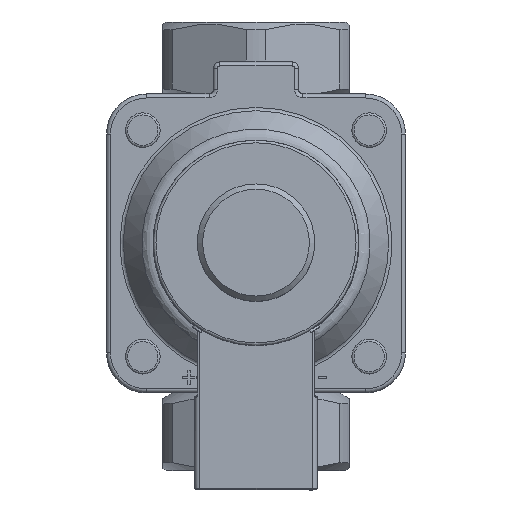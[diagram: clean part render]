
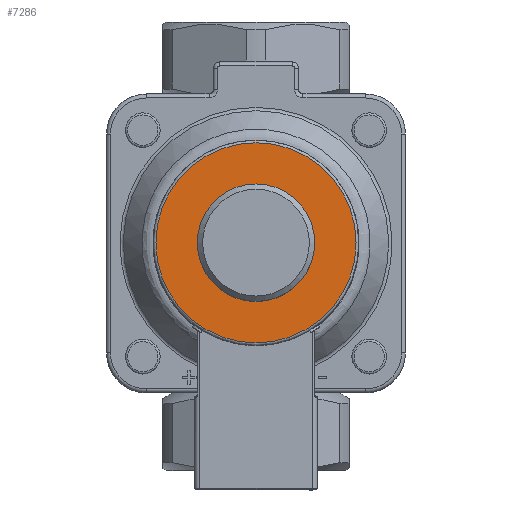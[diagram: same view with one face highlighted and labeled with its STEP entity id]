
A CAD part, top view. The second image highlights one B-rep face of the part: STEP entity #7286.
In plain terms, the highlighted planar face has unit normal (0, 0, 1).
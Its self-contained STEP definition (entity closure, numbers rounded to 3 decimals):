
#1290=PLANE('',#7814);
#1449=FACE_BOUND('',#2228,.T.);
#1737=FACE_OUTER_BOUND('',#2227,.T.);
#2227=EDGE_LOOP('',(#5193));
#2228=EDGE_LOOP('',(#5194));
#2772=CIRCLE('',#7815,37.5);
#2773=CIRCLE('',#7816,22.);
#3234=VERTEX_POINT('',#11227);
#3235=VERTEX_POINT('',#11229);
#3984=EDGE_CURVE('',#3234,#3234,#2772,.T.);
#3985=EDGE_CURVE('',#3235,#3235,#2773,.T.);
#5193=ORIENTED_EDGE('',*,*,#3984,.F.);
#5194=ORIENTED_EDGE('',*,*,#3985,.T.);
#7286=ADVANCED_FACE('',(#1737,#1449),#1290,.T.);
#7814=AXIS2_PLACEMENT_3D('',#11226,#8865,#8866);
#7815=AXIS2_PLACEMENT_3D('',#11228,#8867,#8868);
#7816=AXIS2_PLACEMENT_3D('',#11230,#8869,#8870);
#8865=DIRECTION('center_axis',(0.,0.,
1.));
#8866=DIRECTION('ref_axis',(1.,0.,0.));
#8867=DIRECTION('center_axis',(0.,0.,
-1.));
#8868=DIRECTION('ref_axis',(1.,0.,0.));
#8869=DIRECTION('center_axis',(0.,0.,
-1.));
#8870=DIRECTION('ref_axis',(0.,1.,0.));
#11226=CARTESIAN_POINT('Origin',(0.,1.,
180.95));
#11227=CARTESIAN_POINT('',(-37.5,1.,180.95));
#11228=CARTESIAN_POINT('Origin',(0.,1.,
180.95));
#11229=CARTESIAN_POINT('',(0.,23.,180.95));
#11230=CARTESIAN_POINT('Origin',(0.,1.,
180.95));
